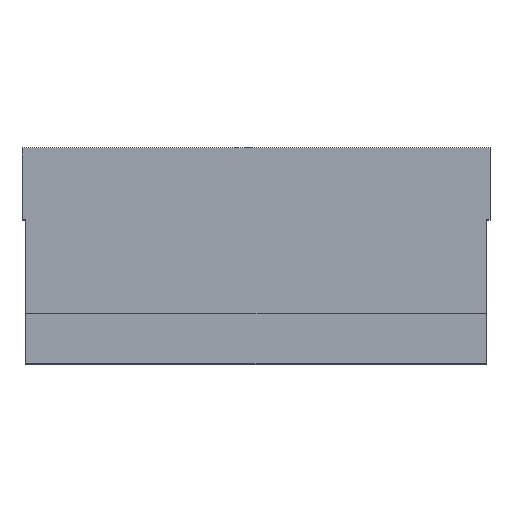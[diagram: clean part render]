
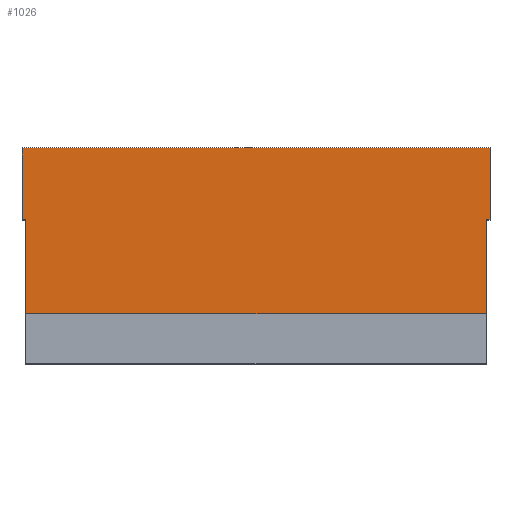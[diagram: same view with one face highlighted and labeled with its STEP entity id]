
A CAD part, top view. The second image highlights one B-rep face of the part: STEP entity #1026.
In plain terms, the highlighted planar face has unit normal (0, 0, 1).
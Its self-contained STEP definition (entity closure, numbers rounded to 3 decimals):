
#522=CARTESIAN_POINT('POINT35',(0.,2000.,1500.));
#523=VERTEX_POINT('VERTEX35',#522);
#532=CARTESIAN_POINT('POINT37',(0.,3000.,1500.)
   );
#533=VERTEX_POINT('VERTEX37',#532);
#534=CARTESIAN_POINT('POS52',(0.,1500.,1500.));
#535=DIRECTION('DIR86',(0.,1.,0.));
#536=VECTOR('VEC18',#535,25.4);
#537=LINE('STRAIGHT18',#534,#536);
#538=EDGE_CURVE('EDGE52',#523,#533,#537,.T.);
#563=CARTESIAN_POINT('POINT39',(6500.,
   3000.,1500.));
#564=VERTEX_POINT('VERTEX39',#563);
#565=CARTESIAN_POINT('POS56',(3250.,
   3000.,1500.));
#566=DIRECTION('DIR91',(1.,0.,0.));
#567=VECTOR('VEC21',#566,25.4);
#568=LINE('STRAIGHT21',#565,#567);
#569=EDGE_CURVE('EDGE55',#533,#564,#568,.T.);
#595=CARTESIAN_POINT('POINT42',(6500.,2000.,1500.)
   );
#596=VERTEX_POINT('VERTEX42',#595);
#610=CARTESIAN_POINT('POS62',(6500.,1500.,1500.));
#611=DIRECTION('DIR98',(0.,-1.,0.));
#612=VECTOR('VEC26',#611,25.4);
#613=LINE('STRAIGHT26',#610,#612);
#614=EDGE_CURVE('EDGE60',#564,#596,#613,.T.);
#864=CARTESIAN_POINT('POINT55',(6450.,2000.,1500.)
   );
#865=VERTEX_POINT('VERTEX55',#864);
#866=CARTESIAN_POINT('POS88',(3250.,2000.,1500.));
#867=DIRECTION('DIR137',(-1.,0.,0.));
#868=VECTOR('VEC39',#867,25.4);
#869=LINE('STRAIGHT39',#866,#868);
#870=EDGE_CURVE('EDGE85',#596,#865,#869,.T.);
#968=CARTESIAN_POINT('POINT62',(50.,2000.,1500.)
   );
#969=VERTEX_POINT('VERTEX62',#968);
#970=CARTESIAN_POINT('POS101',(3250.,2000.,1500.))
   ;
#971=DIRECTION('DIR153',(-1.,0.,0.));
#972=VECTOR('VEC49',#971,25.4);
#973=LINE('STRAIGHT49',#970,#972);
#974=EDGE_CURVE('EDGE95',#969,#523,#973,.T.);
#992=CARTESIAN_POINT('POINT63',(6450.,
   700.,1500.));
#993=VERTEX_POINT('VERTEX63',#992);
#994=CARTESIAN_POINT('POINT64',(50.,
   700.,1500.));
#995=VERTEX_POINT('VERTEX64',#994);
#996=CARTESIAN_POINT('POS104',(3250.,
   700.,1500.));
#997=DIRECTION('DIR157',(-1.,0.,0.));
#998=VECTOR('VEC51',#997,25.4);
#999=LINE('STRAIGHT51',#996,#998);
#1000=EDGE_CURVE('EDGE97',#993,#995,#999,.T.);
#1001=ORIENTED_EDGE('COEDGE169',*,*,#1000,.F.);
#1002=CARTESIAN_POINT('POS105',(6450.,1500.,1500.)
   );
#1003=DIRECTION('DIR158',(0.,-1.,0.));
#1004=VECTOR('VEC52',#1003,25.4);
#1005=LINE('STRAIGHT52',#1002,#1004);
#1006=EDGE_CURVE('EDGE98',#865,#993,#1005,.T.);
#1007=ORIENTED_EDGE('COEDGE170',*,*,#1006,.F.);
#1008=ORIENTED_EDGE('COEDGE171',*,*,#870,.F.);
#1009=ORIENTED_EDGE('COEDGE172',*,*,#614,.F.);
#1010=ORIENTED_EDGE('COEDGE173',*,*,#569,.F.);
#1011=ORIENTED_EDGE('COEDGE174',*,*,#538,.F.);
#1012=ORIENTED_EDGE('COEDGE175',*,*,#974,.F.);
#1013=CARTESIAN_POINT('POS106',(50.,1500.,1500.)
   );
#1014=DIRECTION('DIR159',(0.,1.,0.));
#1015=VECTOR('VEC53',#1014,25.4);
#1016=LINE('STRAIGHT53',#1013,#1015);
#1017=EDGE_CURVE('EDGE99',#995,#969,#1016,.T.);
#1018=ORIENTED_EDGE('COEDGE176',*,*,#1017,.F.);
#1019=EDGE_LOOP('NONE',(#1001,#1007,#1008,#1009,#1010,#1011,#1012,#1018)
   );
#1020=FACE_BOUND('LOOP1',#1019,.T.);
#1021=CARTESIAN_POINT('POS107',(3250.,1500.,1500.)
   );
#1022=DIRECTION('DIR160',(0.,0.,1.));
#1023=DIRECTION('DIR161',(1.,0.,0.));
#1024=AXIS2_PLACEMENT_3D('AXIS54',#1021,#1022,#1023);
#1025=PLANE('PLANE17',#1024);
#1026=ADVANCED_FACE('FACE45',(#1020),#1025,.T.);
